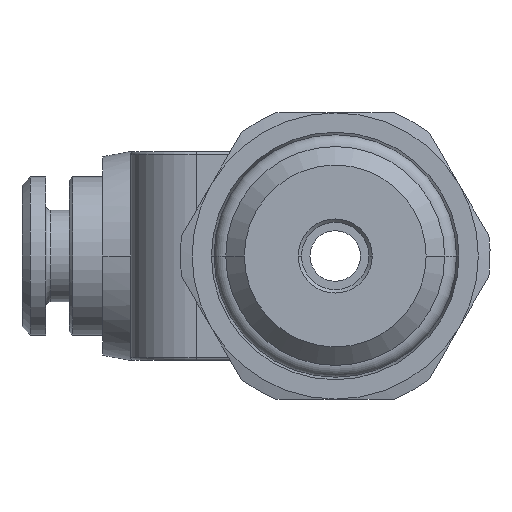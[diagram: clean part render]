
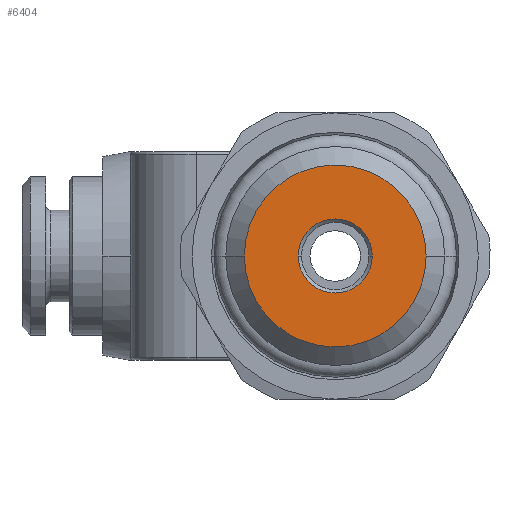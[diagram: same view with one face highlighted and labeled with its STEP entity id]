
A CAD part, front view. The second image highlights one B-rep face of the part: STEP entity #6404.
In plain terms, the highlighted planar face has unit normal (0, -1, 0).
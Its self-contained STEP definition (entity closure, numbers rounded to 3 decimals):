
#1823=CARTESIAN_POINT('',(0.,-26.8,0.));
#1824=DIRECTION('',(0.,1.,0.));
#1825=DIRECTION('',(-1.,0.,0.));
#1826=AXIS2_PLACEMENT_3D('',#1823,#1824,#1825);
#1828=CARTESIAN_POINT('',(0.,-26.8,0.));
#1829=DIRECTION('',(0.,1.,0.));
#1830=DIRECTION('',(1.,0.,0.));
#1831=AXIS2_PLACEMENT_3D('',#1828,#1829,#1830);
#1833=CARTESIAN_POINT('',(0.,-26.8,0.));
#1834=DIRECTION('',(0.,-1.,0.));
#1835=DIRECTION('',(1.,0.,0.));
#1836=AXIS2_PLACEMENT_3D('',#1833,#1834,#1835);
#1838=CARTESIAN_POINT('',(0.,-26.8,0.));
#1839=DIRECTION('',(0.,-1.,0.));
#1840=DIRECTION('',(-1.,0.,0.));
#1841=AXIS2_PLACEMENT_3D('',#1838,#1839,#1840);
#4395=CARTESIAN_POINT('',(-5.4,-26.8,0.));
#4396=CARTESIAN_POINT('',(5.4,-26.8,0.));
#4397=VERTEX_POINT('',#4395);
#4398=VERTEX_POINT('',#4396);
#4403=CARTESIAN_POINT('',(2.2,-26.8,0.));
#4404=VERTEX_POINT('',#4403);
#4405=CARTESIAN_POINT('',(-2.2,-26.8,0.));
#4406=VERTEX_POINT('',#4405);
#6388=CARTESIAN_POINT('',(0.,-26.8,0.));
#6389=DIRECTION('',(0.,1.,0.));
#6390=DIRECTION('',(0.,0.,1.));
#6391=AXIS2_PLACEMENT_3D('',#6388,#6389,#6390);
#6392=PLANE('',#6391);
#6394=ORIENTED_EDGE('',*,*,#6393,.T.);
#6395=ORIENTED_EDGE('',*,*,#6378,.T.);
#6396=EDGE_LOOP('',(#6394,#6395));
#6397=FACE_OUTER_BOUND('',#6396,.F.);
#6399=ORIENTED_EDGE('',*,*,#6398,.T.);
#6401=ORIENTED_EDGE('',*,*,#6400,.T.);
#6402=EDGE_LOOP('',(#6399,#6401));
#6403=FACE_BOUND('',#6402,.F.);
#6404=ADVANCED_FACE('',(#6397,#6403),#6392,.F.);
#1827=CIRCLE('',#1826,5.4);
#1832=CIRCLE('',#1831,5.4);
#1837=CIRCLE('',#1836,2.2);
#1842=CIRCLE('',#1841,2.2);
#6378=EDGE_CURVE('',#4398,#4397,#1832,.T.);
#6393=EDGE_CURVE('',#4397,#4398,#1827,.T.);
#6398=EDGE_CURVE('',#4404,#4406,#1837,.T.);
#6400=EDGE_CURVE('',#4406,#4404,#1842,.T.);
